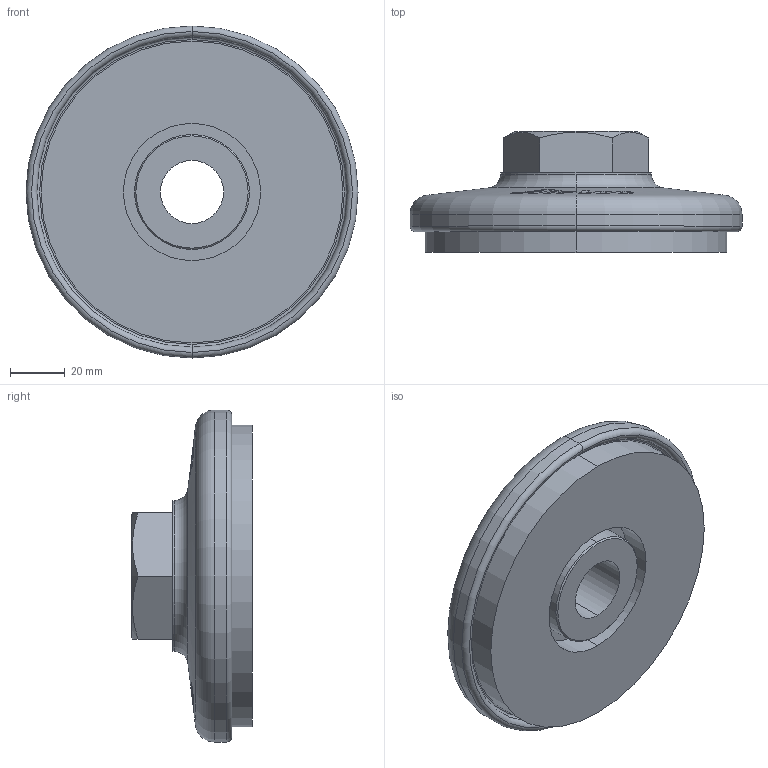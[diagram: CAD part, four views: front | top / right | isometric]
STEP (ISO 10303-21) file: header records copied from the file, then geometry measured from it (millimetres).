
FILE_DESCRIPTION (( 'STEP AP214' ), '1' );
FILE_NAME ('GLRN 115_10.step', '2013-01-10T08:12:43', ( '' ), ( '' ), 'SwSTEP 2.0', 'SolidWorks 2012', '' );
FILE_SCHEMA (( 'AUTOMOTIVE_DESIGN' ));
Length unit declared in the file: millimetre
Products named in the file (1): GLRN 115_10
Bounding box: 121 x 44 x 121 mm (x, y, z)
Volume: 250871.3 mm3; surface area: 39583.5 mm2
Topology: 1 solids, 2 shells, 192 faces, 478 edges, 310 vertices
Faces by surface type: plane 94, bspline 39, cone 29, cylinder 16, torus 14
Entity records: 10334 total; most frequent: CARTESIAN_POINT 4197, ORIENTED_EDGE 956, DIRECTION 600, EDGE_CURVE 478, VERTEX_POINT 310, B_SPLINE_CURVE_WITH_KNOTS 252, AXIS2_PLACEMENT_3D 220, EDGE_LOOP 216
